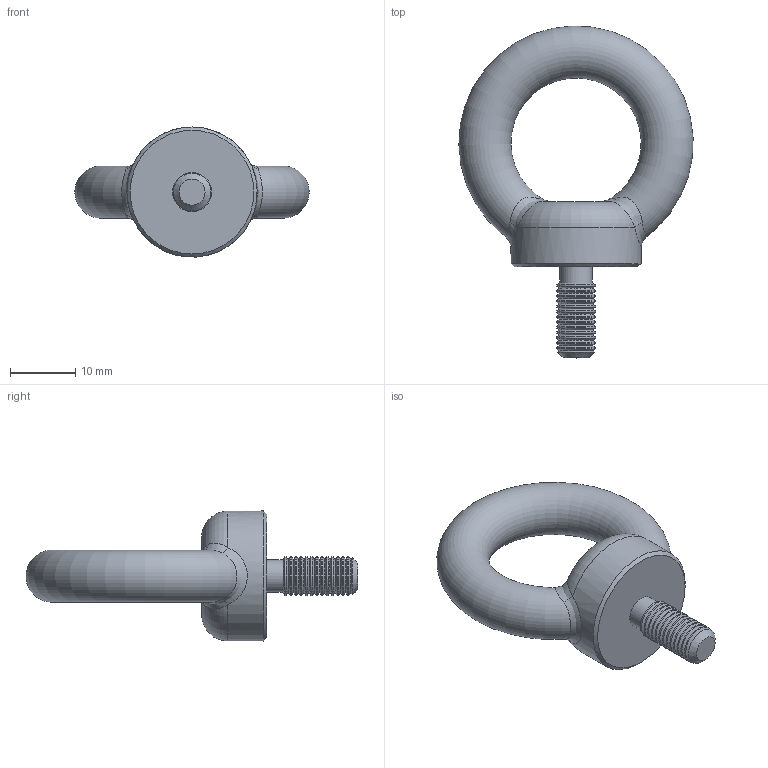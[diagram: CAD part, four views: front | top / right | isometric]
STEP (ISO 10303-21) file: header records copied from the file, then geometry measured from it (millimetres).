
FILE_DESCRIPTION (( 'STEP AP203' ), '1' );
FILE_NAME ('CLP1M-RB-6 Ðûì-áîëò Ì6.STEP', '2016-03-02T12:44:44', ( '' ), ( '' ), 'SwSTEP 2.0', 'SolidWorks 2014', '' );
FILE_SCHEMA (( 'CONFIG_CONTROL_DESIGN' ));
Length unit declared in the file: millimetre
Products named in the file (1): CLP1M-RB-6 Ðûì-áîëò Ì6
Bounding box: 35.97 x 50.99 x 19.97 mm (x, y, z)
Volume: 6768.2 mm3; surface area: 3154.8 mm2
Topology: 1 solids, 1 shells, 58 faces, 121 edges, 64 vertices
Faces by surface type: cone 29, cylinder 15, bspline 8, plane 3, torus 3
Full cylindrical faces by diameter (mm): 5 x1, 6 x13, 20 x1
Entity records: 2201 total; most frequent: CARTESIAN_POINT 1127, DIRECTION 216, ORIENTED_EDGE 146, AXIS2_PLACEMENT_3D 108, EDGE_LOOP 104, FACE_OUTER_BOUND 74, EDGE_CURVE 73, VERTEX_POINT 61
